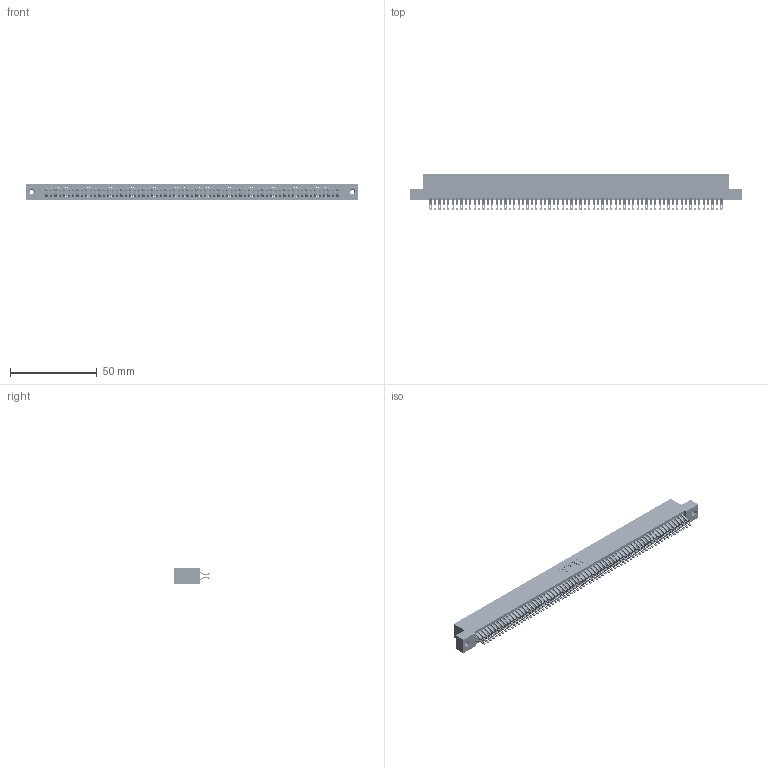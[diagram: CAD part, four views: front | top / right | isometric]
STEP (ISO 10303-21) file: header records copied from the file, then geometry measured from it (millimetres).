
FILE_DESCRIPTION (( 'STEP AP203' ), '1' );
FILE_NAME ('345-134-555-207.STEP', '2019-11-08T03:35:34', ( '' ), ( '' ), 'SwSTEP 2.0', 'SolidWorks 2016', '' );
FILE_SCHEMA (( 'CONFIG_CONTROL_DESIGN' ));
Length unit declared in the file: inch
Products named in the file (4): 345-134-555-207; 345 Part_Flush Mounting Lugs - 0.156 Dia-TI; 345-250-001_345-250-005-103; 345-292-001_555 Tail
Assembly tree (137 placements, depth 2):
  345-134-555-207
    345 Part_Flush Mounting Lugs - 0.156 Dia-TI
    345-292-001_555 Tail  x134
    345-250-001_345-250-005-103  x2
Bounding box: 191.39 x 21.13 x 9.4 mm (x, y, z)
Volume: 19198.9 mm3; surface area: 30243.2 mm2
Topology: 137 solids, 137 shells, 7690 faces, 24195 edges, 16122 vertices
Faces by surface type: plane 4266, cylinder 3408, cone 12, torus 4
Entity records: 50716 total; most frequent: CARTESIAN_POINT 8493, ORIENTED_EDGE 8390, DIRECTION 7453, EDGE_CURVE 4195, VECTOR 3755, LINE 3755, VERTEX_POINT 2792, AXIS2_PLACEMENT_3D 1849
